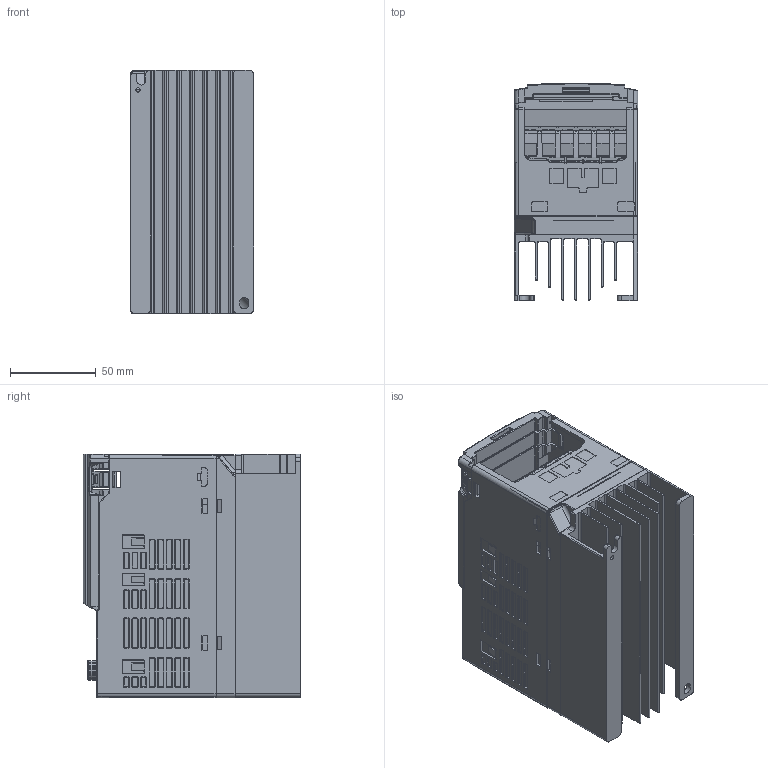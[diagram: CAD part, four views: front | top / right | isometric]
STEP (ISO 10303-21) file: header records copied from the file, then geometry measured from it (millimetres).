
FILE_DESCRIPTION (( 'STEP AP214' ), '1' );
FILE_NAME ('VFD-ME300-B3-PD-3D00-KEN_ASM REAR CASE n TermB ONLY 1 New 1B r3 COMPLETE 1knob cmb2b mod2 for B2C.STEP', '2021-11-16T21:24:34', ( '' ), ( '' ), 'SwSTEP 2.0', 'SolidWorks 2017', '' );
FILE_SCHEMA (( 'AUTOMOTIVE_DESIGN' ));
Length unit declared in the file: millimetre
Products named in the file (1): VFD-ME300-B3-PD-3D00-KEN_ASM REAR CASE n TermB ONLY 1 New 1B r3 COMPLETE 1knob cmb2b mod2 for B2C
Bounding box: 72.16 x 127.01 x 142.18 mm (x, y, z)
Volume: 760480 mm3; surface area: 235314.3 mm2
Topology: 9 solids, 11 shells, 4288 faces, 11861 edges, 7621 vertices
Faces by surface type: plane 2213, cylinder 1220, bspline 786, cone 53, sphere 12, torus 4
Entity records: 164592 total; most frequent: CARTESIAN_POINT 64713, ORIENTED_EDGE 23694, DIRECTION 16581, EDGE_CURVE 11847, VERTEX_POINT 7619, VECTOR 7411, LINE 7411, AXIS2_PLACEMENT_3D 4585
